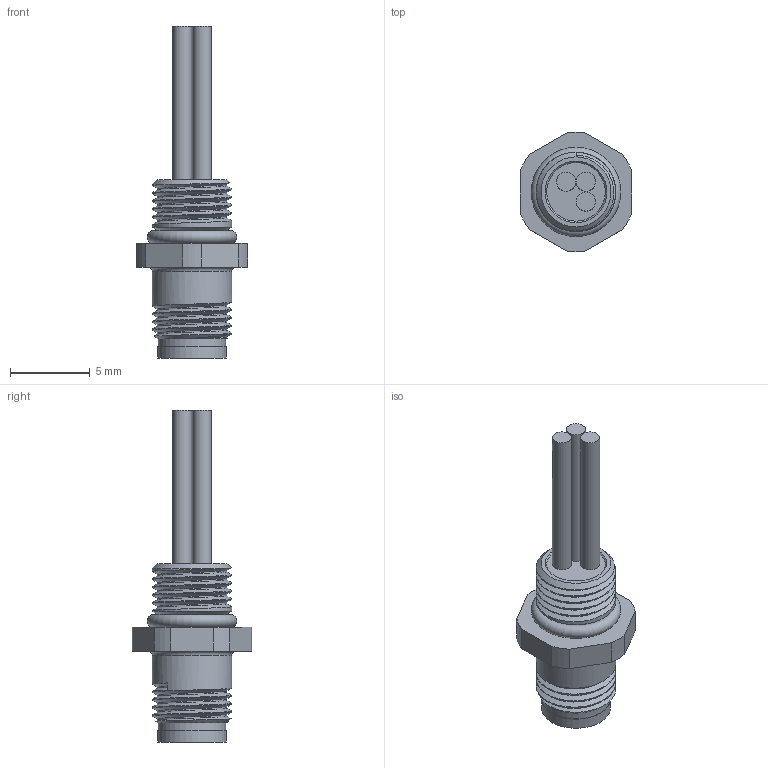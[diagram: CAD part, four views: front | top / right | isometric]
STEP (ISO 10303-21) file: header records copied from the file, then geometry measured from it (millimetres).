
FILE_DESCRIPTION(/* description */ ('STEP AP214'),/* implementation_level */ '2;1');
FILE_NAME(/* name */ 'psolqas_4304_0',/* time_stamp */ '2022-03-31T11:21:51+02:00',/* author */ ('License CC BY-ND 4.0'),/* organization */ ('CADENAS'),/* preprocessor_version */ 'ST-DEVELOPER v18.1',/* originating_system */ 'PARTsolutions',/* authorisation */ ' ');
FILE_SCHEMA (('AUTOMOTIVE_DESIGN {1 0 10303 214 3 1 1}'));
Length unit declared in the file: metre
Products named in the file (1): jbyc233400EEz200
Bounding box: 7 x 7.49 x 20.87 mm (x, y, z)
Volume: 234.5 mm3; surface area: 491.7 mm2
Topology: 1 solids, 2 shells, 68 faces, 166 edges, 107 vertices
Faces by surface type: cylinder 28, plane 24, cone 5, bspline 4, torus 4, sphere 3
Full cylindrical faces by diameter (mm): 0.48 x3, 0.6 x1, 1.2 x3, 4.25 x1, 4.28 x1, 4.3 x1, 5 x4
Entity records: 2585 total; most frequent: CARTESIAN_POINT 1247, DIRECTION 270, ORIENTED_EDGE 234, EDGE_CURVE 117, AXIS2_PLACEMENT_3D 114, EDGE_LOOP 96, FACE_BOUND 96, VERTEX_POINT 87
